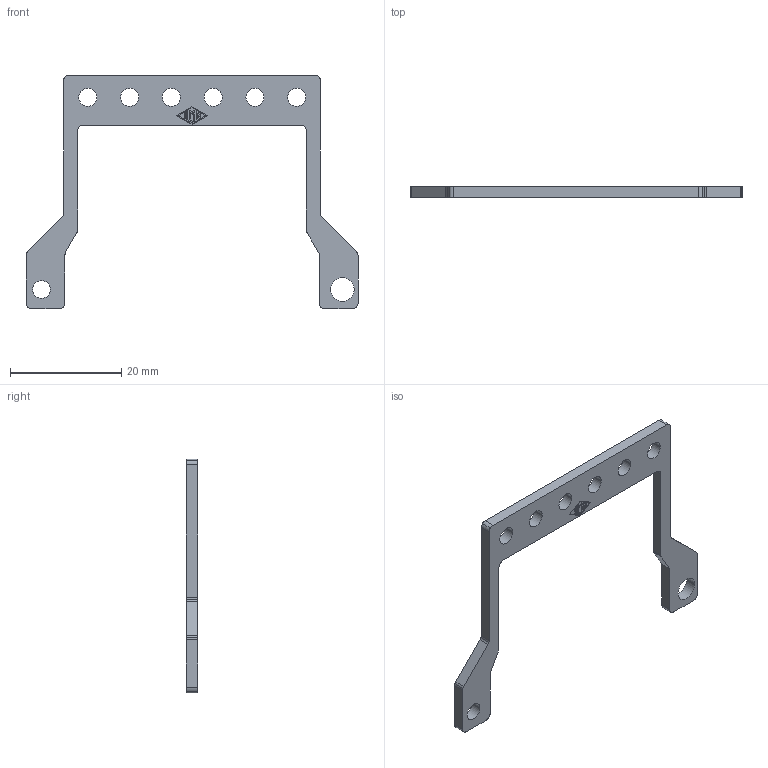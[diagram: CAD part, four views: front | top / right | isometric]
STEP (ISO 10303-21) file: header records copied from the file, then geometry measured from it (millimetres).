
FILE_DESCRIPTION((''),'2;1');
FILE_NAME('CR 10 AT.stp','2007-01-02T17:36:04',('gembarski'),(''),'Autodesk Inventor 7','Autodesk Inventor 7','');
FILE_SCHEMA(('AUTOMOTIVE_DESIGN { 1 0 10303 214 1 1 1 1 }'));
Length unit declared in the file: millimetre
Products named in the file (1): CR 10 AT
Bounding box: 59.6 x 2 x 42 mm (x, y, z)
Volume: 1268.2 mm3; surface area: 1955.7 mm2
Topology: 1 solids, 1 shells, 115 faces, 321 edges, 214 vertices
Faces by surface type: plane 55, cylinder 48, bspline 12
Entity records: 3946 total; most frequent: CARTESIAN_POINT 855, DIRECTION 649, ORIENTED_EDGE 642, EDGE_CURVE 321, AXIS2_PLACEMENT_3D 224, VERTEX_POINT 214, VECTOR 201, LINE 201
